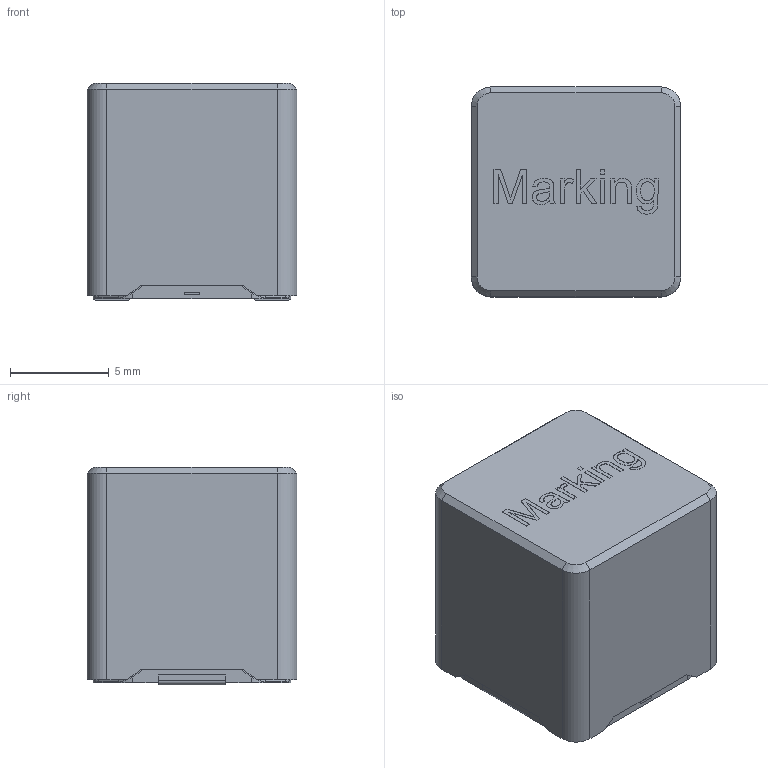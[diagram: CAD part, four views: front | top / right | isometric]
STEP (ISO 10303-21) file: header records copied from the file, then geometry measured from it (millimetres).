
FILE_DESCRIPTION(/* description */ ('Unknown'),/* implementation_level */ '2;1');
FILE_NAME(/* name */ '784333xxx',/* time_stamp */ '2016-05-10T09:54:11+02:00',/* author */ ('Unknown'),/* organization */ ('Unknown'),/* preprocessor_version */ 'ST-DEVELOPER v16.7',/* originating_system */ 'DEX',/* authorisation */ $);
FILE_SCHEMA (('AUTOMOTIVE_DESIGN {1 0 10303 214 3 1 1}'));
Length unit declared in the file: millimetre
Products named in the file (6): 784333xxx; 20141216_cube 10x10; Plastic base+clip; plastic base-oa0; clipV2-0,25mm-oa1; clipV2-0,25mm-oa1_0
Assembly tree (5 placements, depth 3):
  784333xxx
    20141216_cube 10x10
    Plastic base+clip
      plastic base-oa0
      clipV2-0,25mm-oa1
      clipV2-0,25mm-oa1_0
Bounding box: 10.6 x 10.6 x 11 mm (x, y, z)
Volume: 1218.9 mm3; surface area: 984.3 mm2
Topology: 4 solids, 4 shells, 304 faces, 828 edges, 534 vertices
Faces by surface type: plane 186, cylinder 84, bspline 24, torus 6, cone 4
Full cylindrical faces by diameter (mm): 1.5 x2
Entity records: 11666 total; most frequent: CARTESIAN_POINT 3339, ORIENTED_EDGE 1642, DIRECTION 1449, EDGE_CURVE 821, VERTEX_POINT 532, LINE 505, VECTOR 505, AXIS2_PLACEMENT_3D 472
